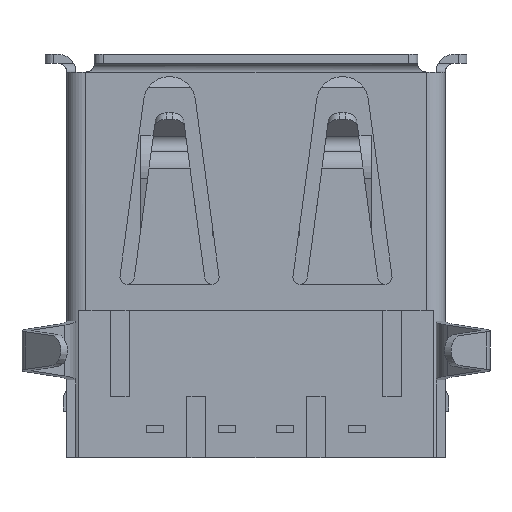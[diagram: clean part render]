
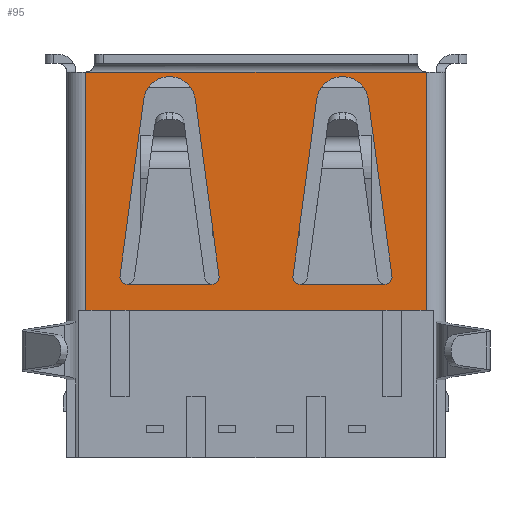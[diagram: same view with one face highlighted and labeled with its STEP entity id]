
A CAD part, front view. The second image highlights one B-rep face of the part: STEP entity #95.
In plain terms, the highlighted planar face has unit normal (0, -1, 0).
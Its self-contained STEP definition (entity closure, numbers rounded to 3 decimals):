
#95=ADVANCED_FACE('',(#504,#505,#506),#507,.T.);
#504=FACE_OUTER_BOUND('',#1236,.T.);
#505=FACE_BOUND('',#1237,.T.);
#506=FACE_BOUND('',#1238,.T.);
#507=PLANE('',#1239);
#1236=EDGE_LOOP('',(#2435,#2436,#2437,#2438,#2439,#2440));
#1237=EDGE_LOOP('',(#2441,#2442,#2443,#2444,#2445,#2446));
#1238=EDGE_LOOP('',(#2447,#2448,#2449,#2450,#2451,#2452));
#1239=AXIS2_PLACEMENT_3D('',#2453,#2454,#2455);
#2435=ORIENTED_EDGE('',*,*,#5131,.F.);
#2436=ORIENTED_EDGE('',*,*,#5132,.F.);
#2437=ORIENTED_EDGE('',*,*,#5133,.F.);
#2438=ORIENTED_EDGE('',*,*,#5134,.F.);
#2439=ORIENTED_EDGE('',*,*,#5135,.F.);
#2440=ORIENTED_EDGE('',*,*,#5136,.T.);
#2441=ORIENTED_EDGE('',*,*,#5137,.T.);
#2442=ORIENTED_EDGE('',*,*,#5138,.T.);
#2443=ORIENTED_EDGE('',*,*,#5139,.T.);
#2444=ORIENTED_EDGE('',*,*,#5140,.T.);
#2445=ORIENTED_EDGE('',*,*,#4976,.T.);
#2446=ORIENTED_EDGE('',*,*,#5141,.T.);
#2447=ORIENTED_EDGE('',*,*,#5110,.T.);
#2448=ORIENTED_EDGE('',*,*,#5053,.T.);
#2449=ORIENTED_EDGE('',*,*,#4996,.T.);
#2450=ORIENTED_EDGE('',*,*,#5142,.T.);
#2451=ORIENTED_EDGE('',*,*,#5143,.T.);
#2452=ORIENTED_EDGE('',*,*,#5108,.T.);
#2453=CARTESIAN_POINT('',(-6.565,-2.878,-0.62));
#2454=DIRECTION('',(0.0,-1.0,0.0));
#2455=DIRECTION('',(0.0,0.0,-1.0));
#4976=EDGE_CURVE('',#5949,#5946,#5950,.T.);
#4996=EDGE_CURVE('',#5989,#5986,#5990,.T.);
#5053=EDGE_CURVE('',#6088,#5989,#6089,.T.);
#5108=EDGE_CURVE('',#6178,#6176,#6179,.T.);
#5110=EDGE_CURVE('',#6176,#6088,#6181,.T.);
#5131=EDGE_CURVE('',#6215,#6216,#6217,.T.);
#5132=EDGE_CURVE('',#6218,#6215,#6219,.T.);
#5133=EDGE_CURVE('',#6220,#6218,#6221,.T.);
#5134=EDGE_CURVE('',#6222,#6220,#6223,.T.);
#5135=EDGE_CURVE('',#6224,#6222,#6225,.T.);
#5136=EDGE_CURVE('',#6224,#6216,#6226,.T.);
#5137=EDGE_CURVE('',#5970,#6227,#6228,.T.);
#5138=EDGE_CURVE('',#6227,#6229,#6230,.T.);
#5139=EDGE_CURVE('',#6229,#6231,#6232,.T.);
#5140=EDGE_CURVE('',#6231,#5949,#6233,.T.);
#5141=EDGE_CURVE('',#5946,#5970,#6234,.T.);
#5142=EDGE_CURVE('',#5986,#5978,#6235,.T.);
#5143=EDGE_CURVE('',#5978,#6178,#6236,.T.);
#5946=VERTEX_POINT('',#7571);
#5949=VERTEX_POINT('',#7575);
#5950=CIRCLE('',#7576,0.25);
#5970=VERTEX_POINT('',#7617);
#5978=VERTEX_POINT('',#7643);
#5986=VERTEX_POINT('',#7669);
#5989=VERTEX_POINT('',#7673);
#5990=CIRCLE('',#7674,0.25);
#6088=VERTEX_POINT('',#7911);
#6089=LINE('',#7912,#7913);
#6176=VERTEX_POINT('',#8163);
#6178=VERTEX_POINT('',#8166);
#6179=LINE('',#8167,#8168);
#6181=CIRCLE('',#8171,0.904);
#6215=VERTEX_POINT('',#8235);
#6216=VERTEX_POINT('',#8236);
#6217=LINE('',#8237,#8238);
#6218=VERTEX_POINT('',#8239);
#6219=LINE('',#8240,#8241);
#6220=VERTEX_POINT('',#8242);
#6221=LINE('',#8243,#8244);
#6222=VERTEX_POINT('',#8245);
#6223=LINE('',#8246,#8247);
#6224=VERTEX_POINT('',#8248);
#6225=LINE('',#8249,#8250);
#6226=LINE('',#8251,#8252);
#6227=VERTEX_POINT('',#8253);
#6228=CIRCLE('',#8254,0.25);
#6229=VERTEX_POINT('',#8255);
#6230=LINE('',#8256,#8257);
#6231=VERTEX_POINT('',#8258);
#6232=CIRCLE('',#8259,0.904);
#6233=LINE('',#8260,#8261);
#6234=LINE('',#8262,#8263);
#6235=LINE('',#8264,#8265);
#6236=CIRCLE('',#8266,0.25);
#7571=CARTESIAN_POINT('',(-1.531,-2.878,-7.98));
#7575=CARTESIAN_POINT('',(-1.283,-2.878,-7.697));
#7576=AXIS2_PLACEMENT_3D('',#11298,#11299,#11300);
#7617=CARTESIAN_POINT('',(-4.469,-2.878,-7.98));
#7643=CARTESIAN_POINT('',(1.531,-2.878,-7.98));
#7669=CARTESIAN_POINT('',(4.469,-2.878,-7.98));
#7673=CARTESIAN_POINT('',(4.717,-2.878,-7.697));
#7674=AXIS2_PLACEMENT_3D('',#11320,#11321,#11322);
#7911=CARTESIAN_POINT('',(3.896,-2.878,-1.564));
#7912=CARTESIAN_POINT('',(3.896,-2.878,-1.564));
#7913=VECTOR('',#11403,6.188);
#8163=CARTESIAN_POINT('',(2.104,-2.878,-1.564));
#8166=CARTESIAN_POINT('',(1.283,-2.878,-7.697));
#8167=CARTESIAN_POINT('',(1.283,-2.878,-7.697));
#8168=VECTOR('',#11452,6.188);
#8171=AXIS2_PLACEMENT_3D('',#11454,#11455,#11456);
#8235=CARTESIAN_POINT('',(-5.927,-2.878,-0.62));
#8236=CARTESIAN_POINT('',(-5.907,-2.878,-0.62));
#8237=CARTESIAN_POINT('',(-5.927,-2.878,-0.62));
#8238=VECTOR('',#11483,0.02);
#8239=CARTESIAN_POINT('',(-5.927,-2.878,-8.88));
#8240=CARTESIAN_POINT('',(-5.927,-2.878,-8.88));
#8241=VECTOR('',#11484,8.26);
#8242=CARTESIAN_POINT('',(5.927,-2.878,-8.88));
#8243=CARTESIAN_POINT('',(5.927,-2.878,-8.88));
#8244=VECTOR('',#11485,11.854);
#8245=CARTESIAN_POINT('',(5.927,-2.878,-0.62));
#8246=CARTESIAN_POINT('',(5.927,-2.878,-0.62));
#8247=VECTOR('',#11486,8.26);
#8248=CARTESIAN_POINT('',(5.907,-2.878,-0.62));
#8249=CARTESIAN_POINT('',(5.907,-2.878,-0.62));
#8250=VECTOR('',#11487,0.02);
#8251=CARTESIAN_POINT('',(5.907,-2.878,-0.62));
#8252=VECTOR('',#11488,11.814);
#8253=CARTESIAN_POINT('',(-4.717,-2.878,-7.697));
#8254=AXIS2_PLACEMENT_3D('',#11489,#11490,#11491);
#8255=CARTESIAN_POINT('',(-3.896,-2.878,-1.564));
#8256=CARTESIAN_POINT('',(-4.717,-2.878,-7.697));
#8257=VECTOR('',#11492,6.188);
#8258=CARTESIAN_POINT('',(-2.104,-2.878,-1.564));
#8259=AXIS2_PLACEMENT_3D('',#11493,#11494,#11495);
#8260=CARTESIAN_POINT('',(-2.104,-2.878,-1.564));
#8261=VECTOR('',#11496,6.188);
#8262=CARTESIAN_POINT('',(-1.531,-2.878,-7.98));
#8263=VECTOR('',#11497,2.938);
#8264=CARTESIAN_POINT('',(4.469,-2.878,-7.98));
#8265=VECTOR('',#11498,2.938);
#8266=AXIS2_PLACEMENT_3D('',#11499,#11500,#11501);
#11298=CARTESIAN_POINT('',(-1.531,-2.878,-7.73));
#11299=DIRECTION('',(-0.0,1.0,0.0));
#11300=DIRECTION('',(0.991,0.0,0.133));
#11320=CARTESIAN_POINT('',(4.469,-2.878,-7.73));
#11321=DIRECTION('',(-0.0,1.0,0.0));
#11322=DIRECTION('',(0.991,0.0,0.133));
#11403=DIRECTION('',(0.133,0.0,-0.991));
#11452=DIRECTION('',(0.133,0.0,0.991));
#11454=CARTESIAN_POINT('',(3.0,-2.878,-1.684));
#11455=DIRECTION('',(0.0,1.0,0.0));
#11456=DIRECTION('',(-0.991,0.0,0.133));
#11483=DIRECTION('',(1.0,0.0,0.));
#11484=DIRECTION('',(0.0,0.0,1.0));
#11485=DIRECTION('',(-1.0,0.0,0.0));
#11486=DIRECTION('',(0.0,0.0,-1.0));
#11487=DIRECTION('',(1.0,0.0,0.0));
#11488=DIRECTION('',(-1.0,0.0,0.0));
#11489=CARTESIAN_POINT('',(-4.469,-2.878,-7.73));
#11490=DIRECTION('',(0.0,1.0,0.0));
#11491=DIRECTION('',(0.,0.0,-1.0));
#11492=DIRECTION('',(0.133,0.0,0.991));
#11493=CARTESIAN_POINT('',(-3.0,-2.878,-1.684));
#11494=DIRECTION('',(0.0,1.0,0.0));
#11495=DIRECTION('',(-0.991,0.0,0.133));
#11496=DIRECTION('',(0.133,0.0,-0.991));
#11497=DIRECTION('',(-1.0,0.0,0.));
#11498=DIRECTION('',(-1.0,0.0,0.));
#11499=CARTESIAN_POINT('',(1.531,-2.878,-7.73));
#11500=DIRECTION('',(0.0,1.0,0.0));
#11501=DIRECTION('',(0.,0.0,-1.0));
